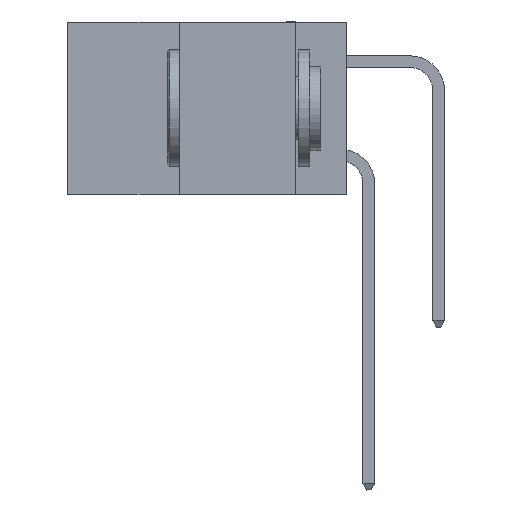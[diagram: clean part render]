
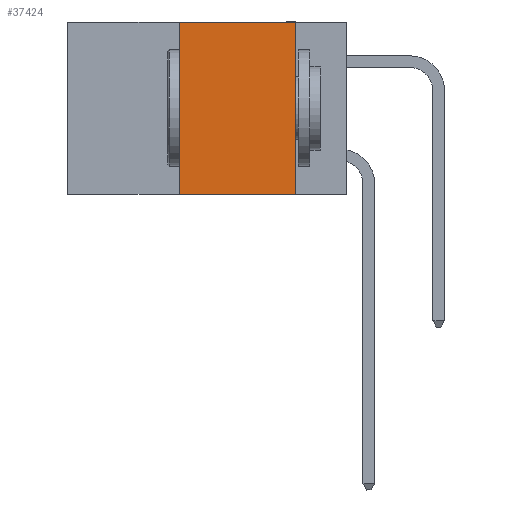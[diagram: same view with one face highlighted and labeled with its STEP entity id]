
A CAD part, left-side view. The second image highlights one B-rep face of the part: STEP entity #37424.
In plain terms, the highlighted planar face has unit normal (-1, 0, 0).
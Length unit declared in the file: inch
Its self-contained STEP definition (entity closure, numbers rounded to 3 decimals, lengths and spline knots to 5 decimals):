
#805 = PLANE ( 'NONE',  #29174 ) ;
#2501 = ORIENTED_EDGE ( 'NONE', *, *, #39575, .F. ) ;
#2887 = CARTESIAN_POINT ( 'NONE',  ( 0., 0.11, 0. ) ) ;
#3117 = LINE ( 'NONE', #10902, #39796 ) ;
#4128 = EDGE_CURVE ( 'NONE', #36973, #15439, #22235, .T. ) ;
#4953 = DIRECTION ( 'NONE',  ( 0., -1., 0. ) ) ;
#5759 = EDGE_CURVE ( 'NONE', #38205, #20876, #17718, .T. ) ;
#6053 = ORIENTED_EDGE ( 'NONE', *, *, #4128, .T. ) ;
#9462 = VECTOR ( 'NONE', #32309, 39.37008 ) ;
#10902 = CARTESIAN_POINT ( 'NONE',  ( 0., 0.36, 0. ) ) ;
#10980 = CARTESIAN_POINT ( 'NONE',  ( 0., 0.6, 0. ) ) ;
#12365 = VECTOR ( 'NONE', #4953, 39.37008 ) ;
#15439 = VERTEX_POINT ( 'NONE', #32863 ) ;
#16391 = ORIENTED_EDGE ( 'NONE', *, *, #5759, .F. ) ;
#17269 = DIRECTION ( 'NONE',  ( 0., 0., 1. ) ) ;
#17718 = LINE ( 'NONE', #10980, #12365 ) ;
#20112 = CARTESIAN_POINT ( 'NONE',  ( 0., 0.36, -0.37 ) ) ;
#20727 = ORIENTED_EDGE ( 'NONE', *, *, #38854, .F. ) ;
#20805 = CARTESIAN_POINT ( 'NONE',  ( 0., 0.6, -0.37 ) ) ;
#20876 = VERTEX_POINT ( 'NONE', #2887 ) ;
#21817 = EDGE_LOOP ( 'NONE', ( #20727, #16391, #2501, #6053 ) ) ;
#22029 = DIRECTION ( 'NONE',  ( 0., 0., -1. ) ) ;
#22235 = LINE ( 'NONE', #20805, #35255 ) ;
#23152 = CARTESIAN_POINT ( 'NONE',  ( 0., 0.11, 0. ) ) ;
#25652 = DIRECTION ( 'NONE',  ( 1., 0., 0. ) ) ;
#26427 = CARTESIAN_POINT ( 'NONE',  ( 0., 0.36, 0. ) ) ;
#29174 = AXIS2_PLACEMENT_3D ( 'NONE', #31452, #25652, #22029 ) ;
#31452 = CARTESIAN_POINT ( 'NONE',  ( 0., 0.6, 0. ) ) ;
#32309 = DIRECTION ( 'NONE',  ( 0., 0., -1. ) ) ;
#32863 = CARTESIAN_POINT ( 'NONE',  ( 0., 0.11, -0.37 ) ) ;
#33197 = DIRECTION ( 'NONE',  ( 0., -1., 0. ) ) ;
#34089 = LINE ( 'NONE', #23152, #9462 ) ;
#35255 = VECTOR ( 'NONE', #33197, 39.37008 ) ;
#36973 = VERTEX_POINT ( 'NONE', #20112 ) ;
#37424 = ADVANCED_FACE ( 'NONE', ( #37879 ), #805, .F. ) ;
#37879 = FACE_OUTER_BOUND ( 'NONE', #21817, .T. ) ;
#38205 = VERTEX_POINT ( 'NONE', #26427 ) ;
#38854 = EDGE_CURVE ( 'NONE', #20876, #15439, #34089, .T. ) ;
#39575 = EDGE_CURVE ( 'NONE', #36973, #38205, #3117, .T. ) ;
#39796 = VECTOR ( 'NONE', #17269, 39.37008 ) ;
